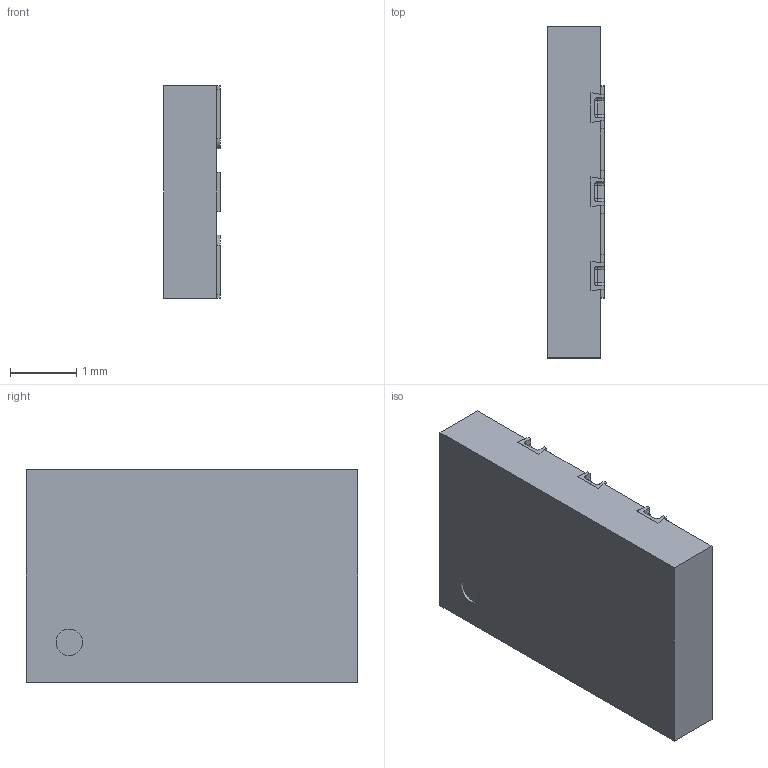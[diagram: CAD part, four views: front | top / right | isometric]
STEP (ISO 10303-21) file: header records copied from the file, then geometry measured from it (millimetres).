
FILE_DESCRIPTION(/* description */ (''),/* implementation_level */ '2;1');
FILE_NAME(/* name */ 'QFN_5032_6pins_with_CP.stp',/* time_stamp */ '2019-03-15T15:22:36+02:00',/* author */ ('Oleh Se'),/* organization */ (''),/* preprocessor_version */ 'ST-DEVELOPER v15.6',/* originating_system */ 'Autodesk Inventor 2015',/* authorisation */ '');
FILE_SCHEMA (('AUTOMOTIVE_DESIGN { 1 0 10303 214 3 1 1 }'));
Length unit declared in the file: millimetre
Products named in the file (1): QFN_5032_6pins_with_CP
Bounding box: 0.85 x 5 x 3.2 mm (x, y, z)
Volume: 13 mm3; surface area: 46.6 mm2
Topology: 1 solids, 1 shells, 164 faces, 432 edges, 272 vertices
Faces by surface type: plane 109, cylinder 43, sphere 12
Full cylindrical faces by diameter (mm): 0.4 x1
Entity records: 5182 total; most frequent: CARTESIAN_POINT 868, ORIENTED_EDGE 862, DIRECTION 847, EDGE_CURVE 431, LINE 345, VECTOR 345, VERTEX_POINT 272, AXIS2_PLACEMENT_3D 251
